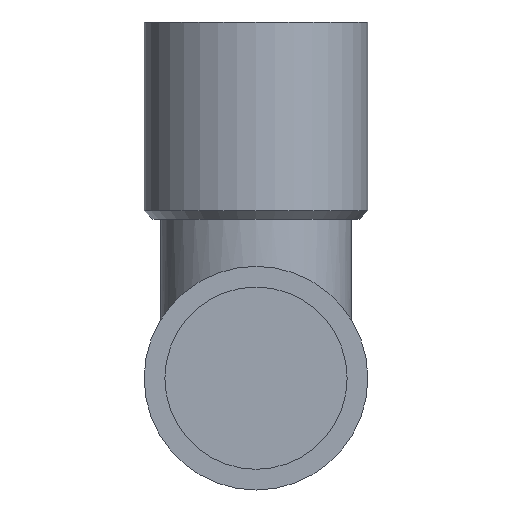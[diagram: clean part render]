
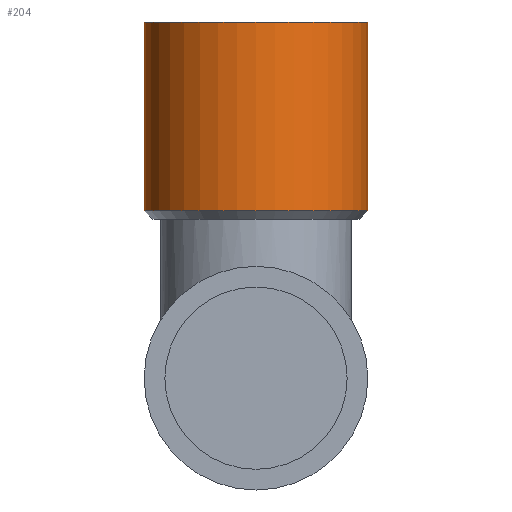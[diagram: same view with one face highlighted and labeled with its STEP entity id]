
A CAD part, front view. The second image highlights one B-rep face of the part: STEP entity #204.
In plain terms, the highlighted cylindrical face has radius 13.5 mm (diameter 27 mm), a full revolution.
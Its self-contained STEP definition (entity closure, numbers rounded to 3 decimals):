
#30=CYLINDRICAL_SURFACE('',#248,13.5);
#57=ORIENTED_EDGE('',*,*,#80,.T.);
#58=ORIENTED_EDGE('',*,*,#66,.T.);
#66=EDGE_CURVE('',#83,#83,#100,.T.);
#80=EDGE_CURVE('',#97,#97,#113,.F.);
#83=VERTEX_POINT('',#329);
#97=VERTEX_POINT('',#660);
#100=CIRCLE('',#223,13.5);
#113=CIRCLE('',#249,13.5);
#141=EDGE_LOOP('',(#57));
#142=EDGE_LOOP('',(#58));
#175=FACE_BOUND('',#141,.T.);
#176=FACE_BOUND('',#142,.T.);
#204=ADVANCED_FACE('',(#175,#176),#30,.T.);
#223=AXIS2_PLACEMENT_3D('',#328,#260,#261);
#248=AXIS2_PLACEMENT_3D('',#658,#310,#311);
#249=AXIS2_PLACEMENT_3D('',#659,#312,#313);
#260=DIRECTION('',(0.,0.,-1.));
#261=DIRECTION('',(1.,0.,0.));
#310=DIRECTION('',(0.,0.,1.));
#311=DIRECTION('',(1.,0.,0.));
#312=DIRECTION('',(0.,0.,-1.));
#313=DIRECTION('',(-1.,0.,0.));
#328=CARTESIAN_POINT('',(0.,0.,43.));
#329=CARTESIAN_POINT('',(13.5,0.,43.));
#658=CARTESIAN_POINT('',(0.,0.,19.2));
#659=CARTESIAN_POINT('',(0.,0.,20.2));
#660=CARTESIAN_POINT('',(-13.5,0.,20.2));
